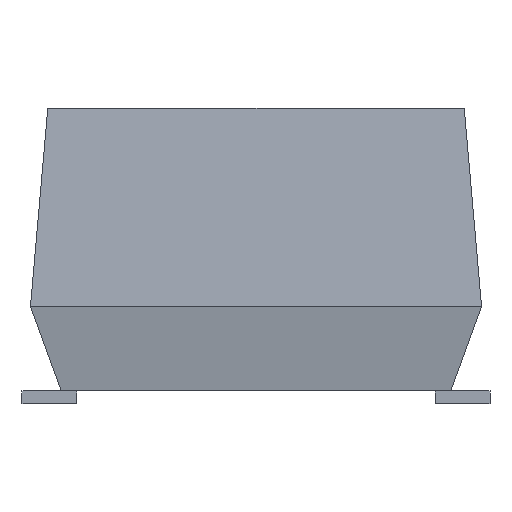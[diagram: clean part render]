
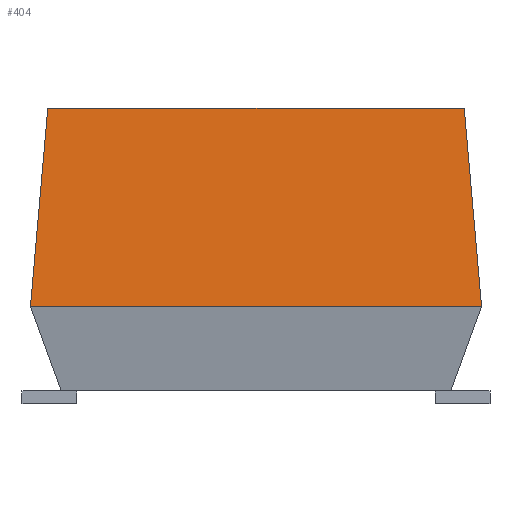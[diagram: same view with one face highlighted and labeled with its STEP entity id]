
A CAD part, left-side view. The second image highlights one B-rep face of the part: STEP entity #404.
In plain terms, the highlighted planar face has unit normal (-0.996, 0, 0.087).
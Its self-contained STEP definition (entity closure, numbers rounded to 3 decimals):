
#404 = ADVANCED_FACE( '', ( #948 ), #949, .T. );
#948 = FACE_OUTER_BOUND( '', #1658, .T. );
#949 = PLANE( '', #1659 );
#1658 = EDGE_LOOP( '', ( #2916, #2917, #2918, #2919 ) );
#1659 = AXIS2_PLACEMENT_3D( '', #2920, #2921, #2922 );
#2916 = ORIENTED_EDGE( '', *, *, #5007, .T. );
#2917 = ORIENTED_EDGE( '', *, *, #4829, .T. );
#2918 = ORIENTED_EDGE( '', *, *, #5008, .F. );
#2919 = ORIENTED_EDGE( '', *, *, #4891, .F. );
#2920 = CARTESIAN_POINT( '', ( -6.375, -17.943, -1.35 ) );
#2921 = DIRECTION( '', ( -0.996, 0., 0.087 ) );
#2922 = DIRECTION( '', ( 0.087, 0., 0.996 ) );
#4829 = EDGE_CURVE( '', #5779, #5780, #5781, .T. );
#4891 = EDGE_CURVE( '', #5880, #5868, #5882, .T. );
#5007 = EDGE_CURVE( '', #5880, #5779, #6064, .T. );
#5008 = EDGE_CURVE( '', #5868, #5780, #6065, .T. );
#5779 = VERTEX_POINT( '', #7516 );
#5780 = VERTEX_POINT( '', #7517 );
#5781 = LINE( '', #7518, #7519 );
#5868 = VERTEX_POINT( '', #7723 );
#5880 = VERTEX_POINT( '', #7742 );
#5882 = LINE( '', #7745, #7746 );
#6064 = LINE( '', #8202, #8203 );
#6065 = LINE( '', #8204, #8205 );
#7516 = CARTESIAN_POINT( '', ( -5.964, 4.939, 3.35 ) );
#7517 = CARTESIAN_POINT( '', ( -6.375, 5.35, -1.35 ) );
#7518 = CARTESIAN_POINT( '', ( -6.24, 5.215, 0.196 ) );
#7519 = VECTOR( '', #9757, 1000. );
#7723 = CARTESIAN_POINT( '', ( -6.375, -5.35, -1.35 ) );
#7742 = CARTESIAN_POINT( '', ( -5.964, -4.939, 3.35 ) );
#7745 = CARTESIAN_POINT( '', ( -6.24, -5.215, 0.196 ) );
#7746 = VECTOR( '', #9787, 1000. );
#8202 = CARTESIAN_POINT( '', ( -5.964, -17.943, 3.35 ) );
#8203 = VECTOR( '', #9832, 1000. );
#8204 = CARTESIAN_POINT( '', ( -6.375, -17.943, -1.35 ) );
#8205 = VECTOR( '', #9833, 1000. );
#9757 = DIRECTION( '', ( -0.087, 0.087, -0.992 ) );
#9787 = DIRECTION( '', ( -0.087, -0.087, -0.992 ) );
#9832 = DIRECTION( '', ( 0., 1., 0. ) );
#9833 = DIRECTION( '', ( 0., 1., 0. ) );
